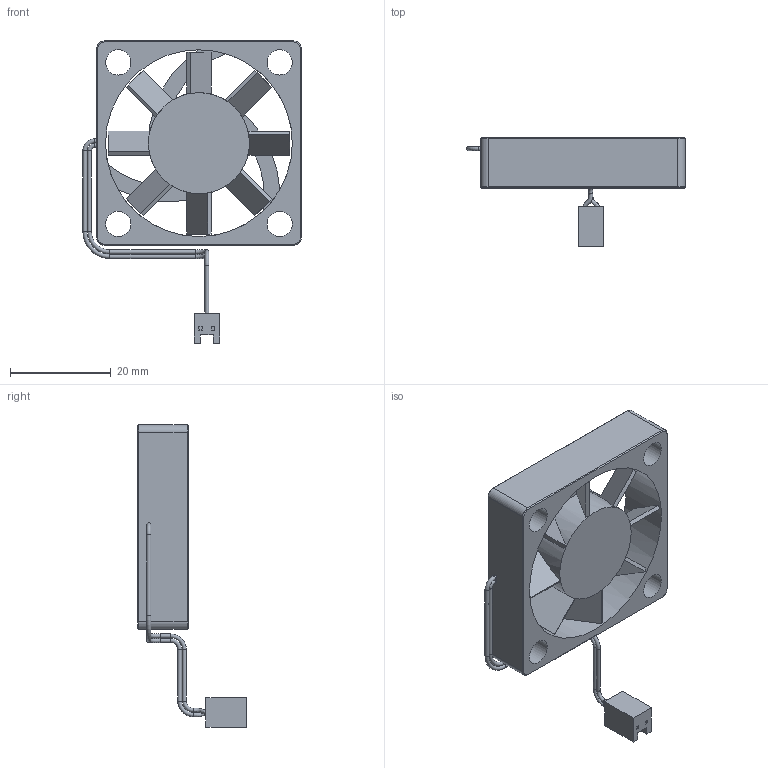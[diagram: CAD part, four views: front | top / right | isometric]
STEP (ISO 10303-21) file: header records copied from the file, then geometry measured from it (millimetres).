
FILE_DESCRIPTION(/* description */ (''),/* implementation_level */ '2;1');
FILE_NAME(/* name */ 'fan.step',/* time_stamp */ '2021-10-20T00:00:00+03:00',/* author */ (''),/* organization */ (''),/* preprocessor_version */ 'ST-DEVELOPER v18.1',/* originating_system */ 'Autodesk Translation Framework v10.10.0.1391',/* authorisation */ '');
FILE_SCHEMA (('AUTOMOTIVE_DESIGN { 1 0 10303 214 3 1 1 }'));
Length unit declared in the file: millimetre
Products named in the file (1): Fan
Bounding box: 43.25 x 21.53 x 59.85 mm (x, y, z)
Volume: 8711.3 mm3; surface area: 8176 mm2
Topology: 4 solids, 4 shells, 138 faces, 335 edges, 205 vertices
Faces by surface type: plane 80, cylinder 38, torus 10, cone 8, bspline 2
Full cylindrical faces by diameter (mm): 0.8 x10, 5 x4, 10 x1, 37 x1
Entity records: 4376 total; most frequent: CARTESIAN_POINT 950, DIRECTION 756, ORIENTED_EDGE 670, EDGE_CURVE 335, AXIS2_PLACEMENT_3D 286, VERTEX_POINT 205, LINE 184, VECTOR 184
